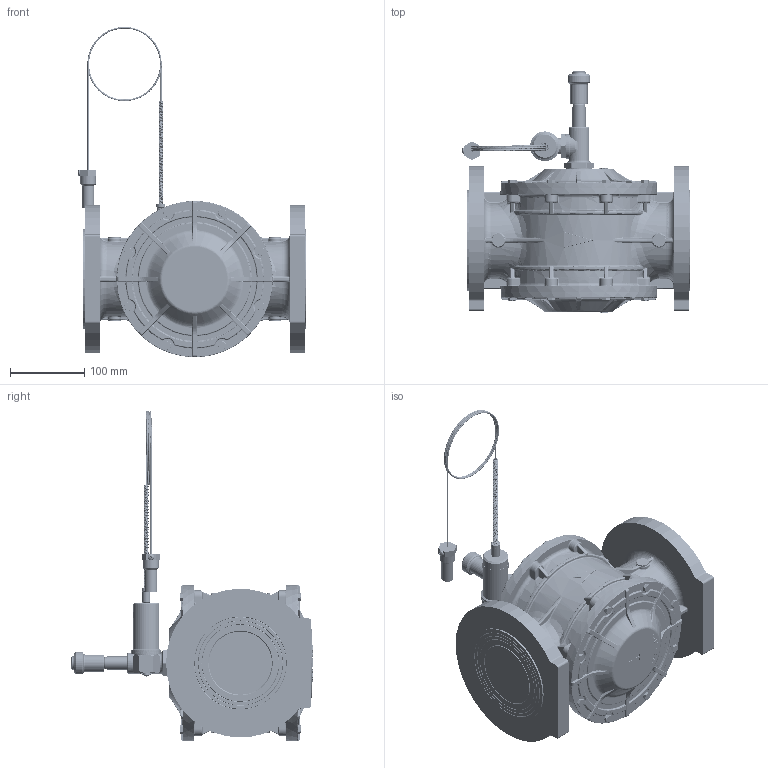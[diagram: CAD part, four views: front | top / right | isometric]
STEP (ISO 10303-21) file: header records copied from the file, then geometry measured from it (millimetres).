
FILE_DESCRIPTION (( 'STEP AP203' ), '1' );
FILE_NAME ('VIC-A-DN80_BIM_capilare.STEP', '2023-03-21T14:05:52', ( '' ), ( '' ), 'SwSTEP 2.0', 'SolidWorks 2021', '' );
FILE_SCHEMA (( 'CONFIG_CONTROL_DESIGN' ));
Length unit declared in the file: millimetre
Products named in the file (4): Elemento soffietto2_defeature; VIC-A-DN80_BIM_capilare; Valvola_A300_defeature; Capilare_defeature
Assembly tree (3 placements, depth 2):
  VIC-A-DN80_BIM_capilare
    Valvola_A300_defeature
    Elemento soffietto2_defeature
    Capilare_defeature
Bounding box: 307.32 x 324.15 x 444.29 mm (x, y, z)
Volume: 6970760.9 mm3; surface area: 542532.8 mm2
Topology: 10 solids, 10 shells, 4022 faces, 9523 edges, 5547 vertices
Faces by surface type: bspline 1142, plane 1121, cylinder 851, torus 557, cone 271, sphere 80
Entity records: 197435 total; most frequent: CARTESIAN_POINT 113106, ORIENTED_EDGE 18744, DIRECTION 16111, EDGE_CURVE 9372, AXIS2_PLACEMENT_3D 6617, VERTEX_POINT 5547, EDGE_LOOP 4203, ADVANCED_FACE 4022
